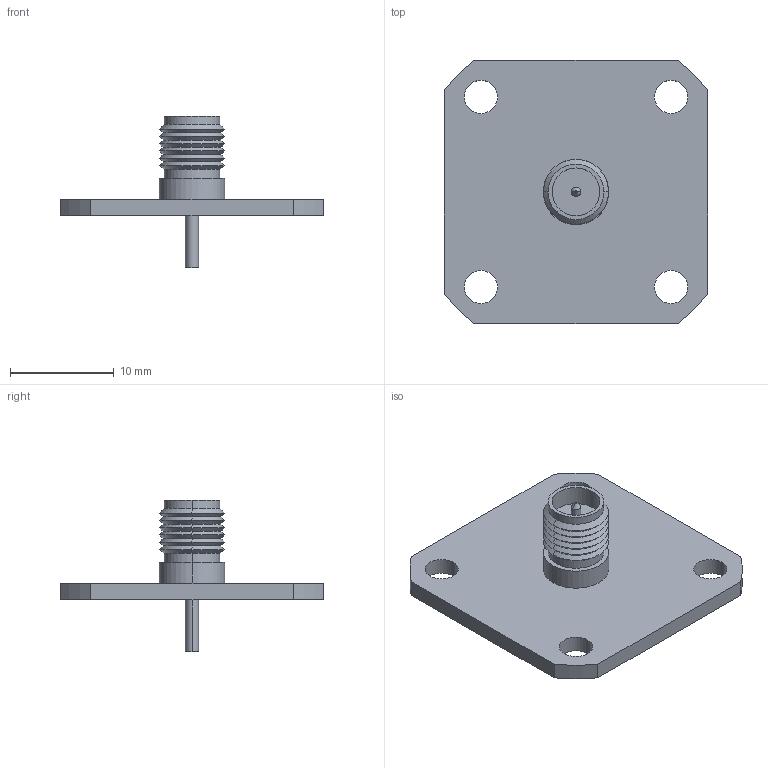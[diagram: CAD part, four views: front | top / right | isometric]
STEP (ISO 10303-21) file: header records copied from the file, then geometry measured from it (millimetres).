
FILE_DESCRIPTION (( 'STEP AP203' ), '1' );
FILE_NAME ('ARSJ-4000.STEP', '2014-06-18T17:35:55', ( 'x' ), ( '' ), 'SwSTEP 2.0', 'SolidWorks 2014', '' );
FILE_SCHEMA (( 'CONFIG_CONTROL_DESIGN' ));
Length unit declared in the file: millimetre
Products named in the file (1): ARSJ-4000
Bounding box: 25.4 x 25.4 x 14.6 mm (x, y, z)
Volume: 1148.4 mm3; surface area: 1642.8 mm2
Topology: 1 solids, 1 shells, 61 faces, 134 edges, 80 vertices
Faces by surface type: cone 26, cylinder 24, plane 11
Entity records: 1769 total; most frequent: DIRECTION 330, CARTESIAN_POINT 276, ORIENTED_EDGE 268, EDGE_CURVE 134, AXIS2_PLACEMENT_3D 134, VERTEX_POINT 80, EDGE_LOOP 74, CIRCLE 72
